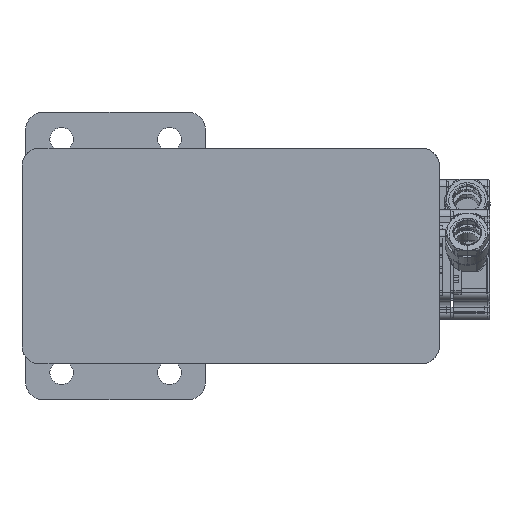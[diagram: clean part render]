
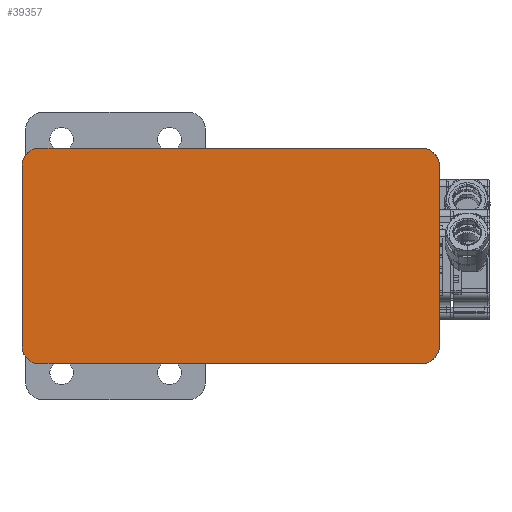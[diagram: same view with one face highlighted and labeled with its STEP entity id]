
A CAD part, front view. The second image highlights one B-rep face of the part: STEP entity #39357.
In plain terms, the highlighted face is planar.
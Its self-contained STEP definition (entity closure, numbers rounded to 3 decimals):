
#405 = LINE ( 'NONE', #48383, #50275 ) ;
#447 = VERTEX_POINT ( 'NONE', #36189 ) ;
#598 = CARTESIAN_POINT ( 'NONE',  ( -25., -84.998, -56. ) ) ;
#749 = VECTOR ( 'NONE', #23372, 1000. ) ;
#2495 = DIRECTION ( 'NONE',  ( -1., 0., 0. ) ) ;
#3311 = AXIS2_PLACEMENT_3D ( 'NONE', #45147, #51022, #62233 ) ;
#3537 = DIRECTION ( 'NONE',  ( -1., 0., 0. ) ) ;
#4225 = LINE ( 'NONE', #40950, #749 ) ;
#4414 = DIRECTION ( 'NONE',  ( 1., 0., 0. ) ) ;
#7371 = VERTEX_POINT ( 'NONE', #59272 ) ;
#14050 = CARTESIAN_POINT ( 'NONE',  ( -25., 21.002, -56. ) ) ;
#14820 = CARTESIAN_POINT ( 'NONE',  ( -30.002, -84.998, -56. ) ) ;
#15293 = PLANE ( 'NONE',  #51551 ) ;
#16041 = EDGE_CURVE ( 'NONE', #7371, #68402, #53316, .T. ) ;
#16469 = EDGE_CURVE ( 'NONE', #37988, #33512, #22678, .T. ) ;
#16712 = ORIENTED_EDGE ( 'NONE', *, *, #54321, .T. ) ;
#19345 = VECTOR ( 'NONE', #4414, 1000. ) ;
#19955 = DIRECTION ( 'NONE',  ( 0., 0., -1. ) ) ;
#20387 = EDGE_CURVE ( 'NONE', #68402, #37988, #405, .T. ) ;
#20886 = CARTESIAN_POINT ( 'NONE',  ( 25., 26.004, -56. ) ) ;
#22678 = CIRCLE ( 'NONE', #29546, 5.002 ) ;
#23372 = DIRECTION ( 'NONE',  ( 0., -1., 0. ) ) ;
#25120 = VERTEX_POINT ( 'NONE', #72260 ) ;
#25299 = VERTEX_POINT ( 'NONE', #51691 ) ;
#25425 = CARTESIAN_POINT ( 'NONE',  ( 25., -90.001, -56. ) ) ;
#27404 = ORIENTED_EDGE ( 'NONE', *, *, #16041, .T. ) ;
#29475 = FACE_OUTER_BOUND ( 'NONE', #56255, .T. ) ;
#29546 = AXIS2_PLACEMENT_3D ( 'NONE', #598, #39724, #45328 ) ;
#29712 = AXIS2_PLACEMENT_3D ( 'NONE', #52594, #36684, #2495 ) ;
#32554 = CARTESIAN_POINT ( 'NONE',  ( -25., 26.004, -56. ) ) ;
#32644 = DIRECTION ( 'NONE',  ( 0., 1., 0. ) ) ;
#33328 = ORIENTED_EDGE ( 'NONE', *, *, #55869, .T. ) ;
#33512 = VERTEX_POINT ( 'NONE', #37175 ) ;
#34566 = EDGE_CURVE ( 'NONE', #447, #25120, #56664, .T. ) ;
#36189 = CARTESIAN_POINT ( 'NONE',  ( -30.002, 21.002, -56. ) ) ;
#36328 = ORIENTED_EDGE ( 'NONE', *, *, #20387, .T. ) ;
#36684 = DIRECTION ( 'NONE',  ( 0., 0., -1. ) ) ;
#37175 = CARTESIAN_POINT ( 'NONE',  ( -30.002, -84.998, -56. ) ) ;
#37988 = VERTEX_POINT ( 'NONE', #56190 ) ;
#38193 = EDGE_CURVE ( 'NONE', #33512, #447, #72385, .T. ) ;
#39357 = ADVANCED_FACE ( 'NONE', ( #29475 ), #15293, .T. ) ;
#39724 = DIRECTION ( 'NONE',  ( 0., 0., -1. ) ) ;
#40950 = CARTESIAN_POINT ( 'NONE',  ( 30.002, 21.002, -56. ) ) ;
#41127 = VERTEX_POINT ( 'NONE', #20886 ) ;
#41204 = LINE ( 'NONE', #32554, #19345 ) ;
#45147 = CARTESIAN_POINT ( 'NONE',  ( 25., -84.998, -56. ) ) ;
#45328 = DIRECTION ( 'NONE',  ( -1., 0., 0. ) ) ;
#48383 = CARTESIAN_POINT ( 'NONE',  ( 25., -90.001, -56. ) ) ;
#48888 = CIRCLE ( 'NONE', #29712, 5.002 ) ;
#50275 = VECTOR ( 'NONE', #59367, 1000. ) ;
#51022 = DIRECTION ( 'NONE',  ( 0., 0., -1. ) ) ;
#51551 = AXIS2_PLACEMENT_3D ( 'NONE', #70536, #19955, #3537 ) ;
#51691 = CARTESIAN_POINT ( 'NONE',  ( 30.002, 21.002, -56. ) ) ;
#52429 = EDGE_CURVE ( 'NONE', #41127, #25299, #48888, .T. ) ;
#52594 = CARTESIAN_POINT ( 'NONE',  ( 25., 21.002, -56. ) ) ;
#52880 = ORIENTED_EDGE ( 'NONE', *, *, #38193, .T. ) ;
#53316 = CIRCLE ( 'NONE', #3311, 5.002 ) ;
#54321 = EDGE_CURVE ( 'NONE', #25120, #41127, #41204, .T. ) ;
#55869 = EDGE_CURVE ( 'NONE', #25299, #7371, #4225, .T. ) ;
#56190 = CARTESIAN_POINT ( 'NONE',  ( -25., -90.001, -56. ) ) ;
#56255 = EDGE_LOOP ( 'NONE', ( #58026, #16712, #60566, #33328, #27404, #36328, #58236, #52880 ) ) ;
#56664 = CIRCLE ( 'NONE', #62588, 5.002 ) ;
#57504 = VECTOR ( 'NONE', #32644, 1000. ) ;
#58026 = ORIENTED_EDGE ( 'NONE', *, *, #34566, .T. ) ;
#58236 = ORIENTED_EDGE ( 'NONE', *, *, #16469, .T. ) ;
#59272 = CARTESIAN_POINT ( 'NONE',  ( 30.002, -84.998, -56. ) ) ;
#59367 = DIRECTION ( 'NONE',  ( -1., 0., 0. ) ) ;
#60566 = ORIENTED_EDGE ( 'NONE', *, *, #52429, .T. ) ;
#62233 = DIRECTION ( 'NONE',  ( -1., 0., 0. ) ) ;
#62588 = AXIS2_PLACEMENT_3D ( 'NONE', #14050, #69537, #70020 ) ;
#68402 = VERTEX_POINT ( 'NONE', #25425 ) ;
#69537 = DIRECTION ( 'NONE',  ( 0., 0., -1. ) ) ;
#70020 = DIRECTION ( 'NONE',  ( -1., 0., 0. ) ) ;
#70536 = CARTESIAN_POINT ( 'NONE',  ( -25., 21.002, -56. ) ) ;
#72260 = CARTESIAN_POINT ( 'NONE',  ( -25., 26.004, -56. ) ) ;
#72385 = LINE ( 'NONE', #14820, #57504 ) ;
